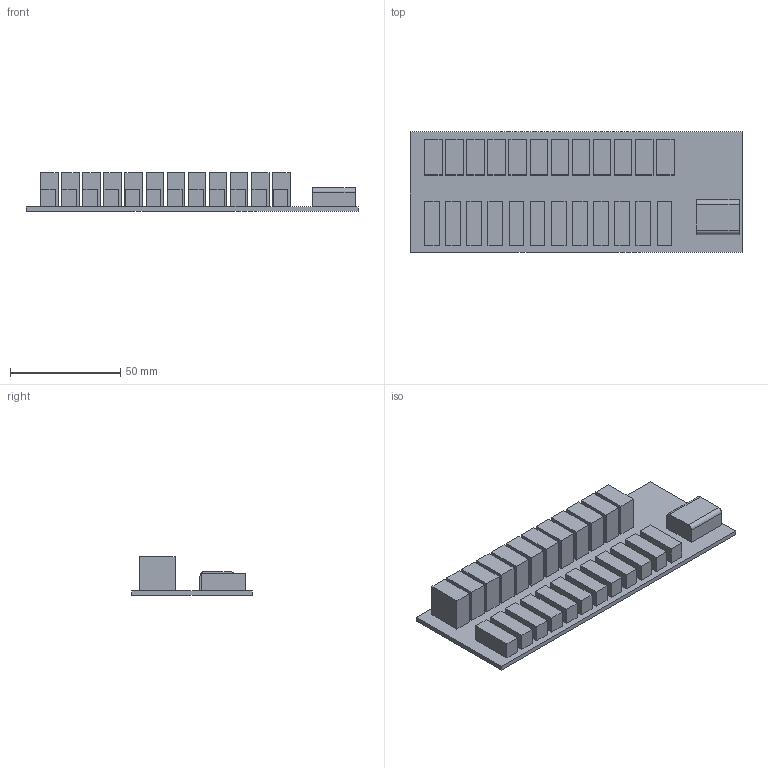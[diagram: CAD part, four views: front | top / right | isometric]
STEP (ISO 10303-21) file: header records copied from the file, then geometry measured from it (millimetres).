
FILE_DESCRIPTION(/* description */ (''),/* implementation_level */ '2;1');
FILE_NAME(/* name */ 'Power Distribution Board',/* time_stamp */ '2024-03-10T18:49:14+08:00',/* author */ (''),/* organization */ (''),/* preprocessor_version */ 'ST-DEVELOPER v19.2',/* originating_system */ 'Rhino 8.2',/* authorisation */ '');
FILE_SCHEMA (('CONFIG_CONTROL_DESIGN'));
Length unit declared in the file: millimetre
Products named in the file (1): Document
Bounding box: 150.5 x 54.54 x 17.64 mm (x, y, z)
Volume: 55750.1 mm3; surface area: 31803.7 mm2
Topology: 1 solids, 1 shells, 133 faces, 318 edges, 212 vertices
Faces by surface type: plane 131, cylinder 2
Entity records: 3427 total; most frequent: CARTESIAN_POINT 987, ORIENTED_EDGE 636, EDGE_CURVE 318, B_SPLINE_CURVE_WITH_KNOTS 314, VERTEX_POINT 212, EDGE_LOOP 158, DIRECTION 145, AXIS2_PLACEMENT_3D 139
